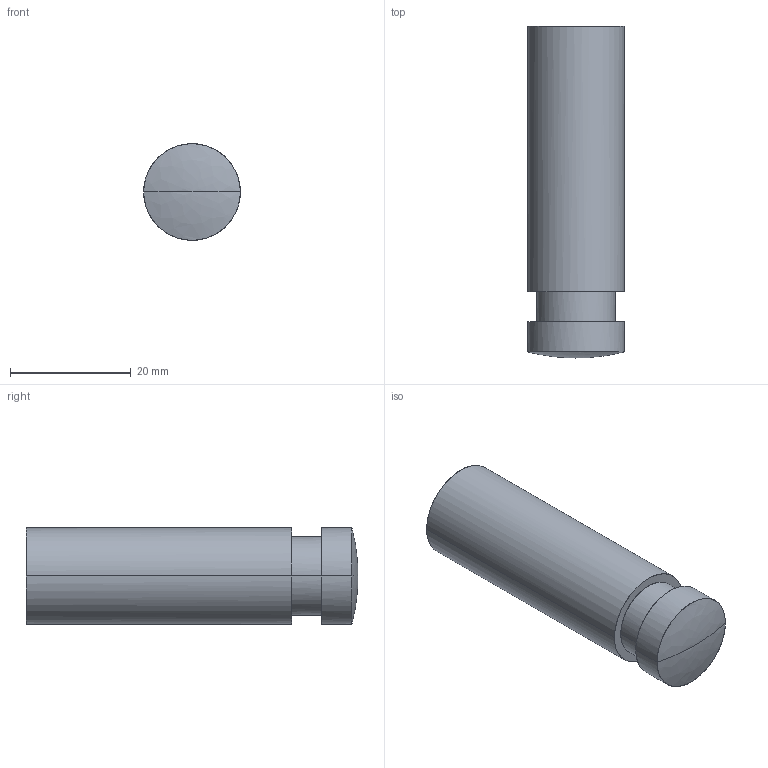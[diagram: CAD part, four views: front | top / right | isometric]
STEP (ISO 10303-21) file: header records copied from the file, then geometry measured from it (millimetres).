
FILE_DESCRIPTION(/* description */ (''),/* implementation_level */ '2;1');
FILE_NAME(/* name */ '0099041000',/* time_stamp */ '2019-01-11T10:34:12+01:00',/* author */ (''),/* organization */ (''),/* preprocessor_version */ 'ST-DEVELOPER v15',/* originating_system */ '',/* authorisation */ '');
FILE_SCHEMA (('AUTOMOTIVE_DESIGN'));
Length unit declared in the file: millimetre
Products named in the file (1): Document
Bounding box: 16 x 55 x 15.99 mm (x, y, z)
Surface area: 3140.3 mm2 (no closed solid volume)
Topology: 0 solids, 7 shells, 11 faces, 30 edges, 21 vertices
Faces by surface type: bspline 11
Entity records: 722 total; most frequent: CARTESIAN_POINT 416, ORIENTED_EDGE 36, PCURVE 36, DEFINITIONAL_REPRESENTATION 36, B_SPLINE_CURVE_WITH_KNOTS 36, SURFACE_CURVE 28, EDGE_CURVE 28, VERTEX_POINT 21
